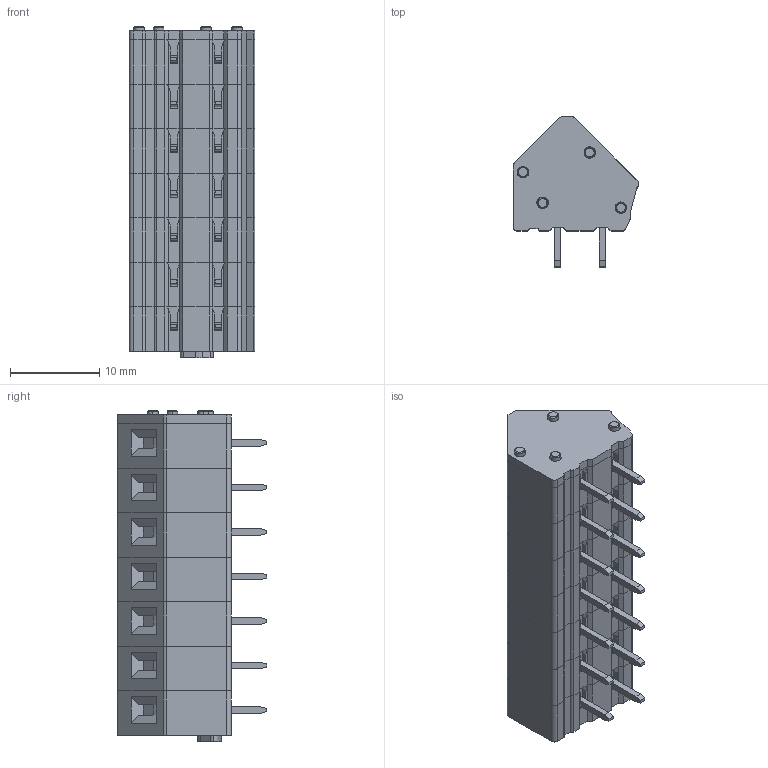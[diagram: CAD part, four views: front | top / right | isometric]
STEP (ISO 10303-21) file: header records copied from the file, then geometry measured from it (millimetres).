
FILE_DESCRIPTION (( 'STEP AP214' ), '1' );
FILE_NAME ('CUI_DEVICES_TBL007A-500-07GY.step', '2019-11-17T16:51:38', ( '' ), ( '' ), 'SwSTEP 2.0', 'SolidWorks 2019', '' );
FILE_SCHEMA (( 'AUTOMOTIVE_DESIGN' ));
Length unit declared in the file: millimetre
Products named in the file (1): CUI_DEVICES_TBL007A-500-07GY
Bounding box: 14.1 x 16.8 x 37.2 mm (x, y, z)
Volume: 4094.2 mm3; surface area: 5232.1 mm2
Topology: 8 solids, 8 shells, 1205 faces, 3314 edges, 2199 vertices
Faces by surface type: plane 663, cylinder 399, cone 143
Entity records: 39942 total; most frequent: DIRECTION 6772, CARTESIAN_POINT 6740, ORIENTED_EDGE 6614, EDGE_CURVE 3307, AXIS2_PLACEMENT_3D 2266, VECTOR 2240, LINE 2240, VERTEX_POINT 2199
